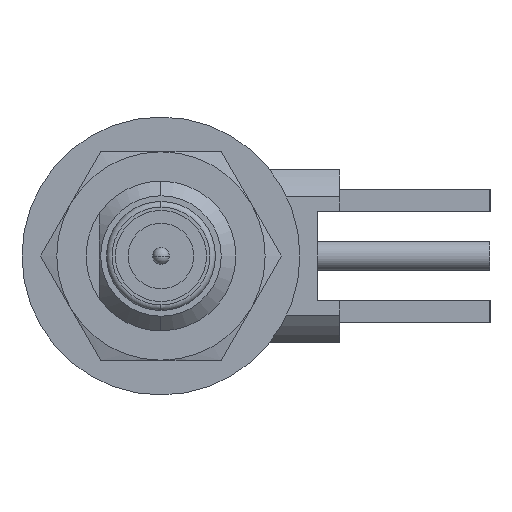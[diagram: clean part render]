
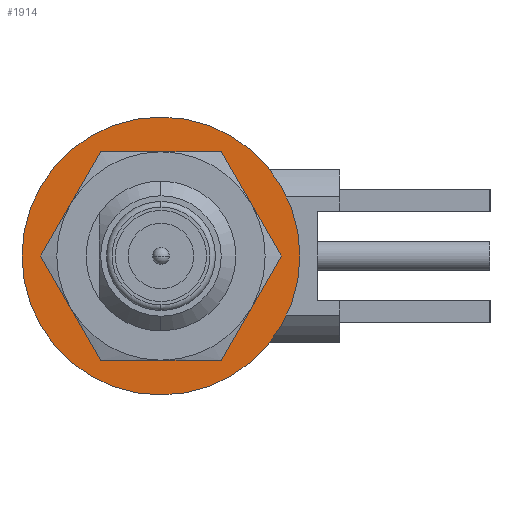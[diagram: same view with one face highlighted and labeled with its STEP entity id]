
A CAD part, left-side view. The second image highlights one B-rep face of the part: STEP entity #1914.
In plain terms, the highlighted planar face has unit normal (-1, 0, 0).
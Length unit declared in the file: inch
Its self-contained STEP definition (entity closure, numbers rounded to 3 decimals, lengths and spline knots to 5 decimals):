
#17 = DIRECTION ( 'NONE',  ( 0., 0., 1. ) ) ;
#37 = CARTESIAN_POINT ( 'NONE',  ( 0.268, 0., 0. ) ) ;
#46 = DIRECTION ( 'NONE',  ( -1., 0., 0. ) ) ;
#194 = AXIS2_PLACEMENT_3D ( 'NONE', #2882, #2813, #2818 ) ;
#588 = ORIENTED_EDGE ( 'NONE', *, *, #758, .T. ) ;
#685 = CARTESIAN_POINT ( 'NONE',  ( 0.268, 0., -0.125 ) ) ;
#717 = EDGE_CURVE ( 'NONE', #2365, #2303, #1713, .T. ) ;
#743 = EDGE_CURVE ( 'NONE', #2364, #2350, #1742, .T. ) ;
#758 = EDGE_CURVE ( 'NONE', #2303, #2365, #1715, .T. ) ;
#801 = EDGE_CURVE ( 'NONE', #2350, #2364, #1811, .T. ) ;
#919 = CARTESIAN_POINT ( 'NONE',  ( 0.268, 0., -0.075 ) ) ;
#934 = CARTESIAN_POINT ( 'NONE',  ( 0.268, 0., 0.075 ) ) ;
#936 = CARTESIAN_POINT ( 'NONE',  ( 0.268, 0., 0.125 ) ) ;
#1406 = ORIENTED_EDGE ( 'NONE', *, *, #743, .F. ) ;
#1411 = ORIENTED_EDGE ( 'NONE', *, *, #801, .F. ) ;
#1563 = CARTESIAN_POINT ( 'NONE',  ( 0.268, 0., 0. ) ) ;
#1568 = DIRECTION ( 'NONE',  ( -1., 0., 0. ) ) ;
#1571 = DIRECTION ( 'NONE',  ( 0., 0., 1. ) ) ;
#1584 = DIRECTION ( 'NONE',  ( 0., 0., 1. ) ) ;
#1586 = CARTESIAN_POINT ( 'NONE',  ( 0.268, 0., 0. ) ) ;
#1591 = DIRECTION ( 'NONE',  ( -1., 0., 0. ) ) ;
#1713 = CIRCLE ( 'NONE', #1728, 0.125 ) ;
#1715 = CIRCLE ( 'NONE', #1717, 0.125 ) ;
#1717 = AXIS2_PLACEMENT_3D ( 'NONE', #1975, #1967, #1977 ) ;
#1722 = AXIS2_PLACEMENT_3D ( 'NONE', #1586, #1591, #1584 ) ;
#1728 = AXIS2_PLACEMENT_3D ( 'NONE', #37, #46, #17 ) ;
#1742 = CIRCLE ( 'NONE', #1722, 0.075 ) ;
#1791 = AXIS2_PLACEMENT_3D ( 'NONE', #1563, #1568, #1571 ) ;
#1811 = CIRCLE ( 'NONE', #1791, 0.075 ) ;
#1914 = ADVANCED_FACE ( 'NONE', ( #2787, #2805 ), #2808, .F. ) ;
#1967 = DIRECTION ( 'NONE',  ( -1., 0., 0. ) ) ;
#1975 = CARTESIAN_POINT ( 'NONE',  ( 0.268, 0., 0. ) ) ;
#1977 = DIRECTION ( 'NONE',  ( 0., 0., 1. ) ) ;
#2303 = VERTEX_POINT ( 'NONE', #685 ) ;
#2350 = VERTEX_POINT ( 'NONE', #919 ) ;
#2364 = VERTEX_POINT ( 'NONE', #934 ) ;
#2365 = VERTEX_POINT ( 'NONE', #936 ) ;
#2593 = EDGE_LOOP ( 'NONE', ( #2710, #588 ) ) ;
#2632 = EDGE_LOOP ( 'NONE', ( #1406, #1411 ) ) ;
#2710 = ORIENTED_EDGE ( 'NONE', *, *, #717, .T. ) ;
#2787 = FACE_BOUND ( 'NONE', #2632, .T. ) ;
#2805 = FACE_OUTER_BOUND ( 'NONE', #2593, .T. ) ;
#2808 = PLANE ( 'NONE',  #194 ) ;
#2813 = DIRECTION ( 'NONE',  ( 1., 0., 0. ) ) ;
#2818 = DIRECTION ( 'NONE',  ( 0., 0., -1. ) ) ;
#2882 = CARTESIAN_POINT ( 'NONE',  ( 0.268, 0.075, 0. ) ) ;
